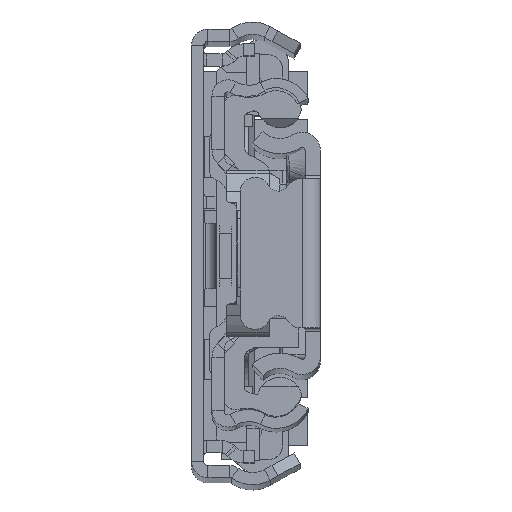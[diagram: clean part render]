
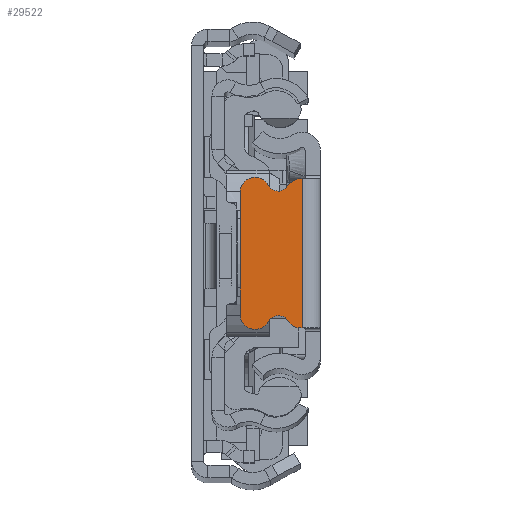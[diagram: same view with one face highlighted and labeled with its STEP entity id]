
A CAD part, top view. The second image highlights one B-rep face of the part: STEP entity #29522.
In plain terms, the highlighted planar face has unit normal (0, 0, 1).
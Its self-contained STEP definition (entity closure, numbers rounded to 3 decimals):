
#65 = CARTESIAN_POINT ( 'NONE',  ( -1.75, -7.37, 0. ) ) ;
#306 = ORIENTED_EDGE ( 'NONE', *, *, #6088, .F. ) ;
#537 = CARTESIAN_POINT ( 'NONE',  ( -1.929, -5.87, 0. ) ) ;
#970 = LINE ( 'NONE', #6035, #20193 ) ;
#1463 = VERTEX_POINT ( 'NONE', #8992 ) ;
#1962 = VERTEX_POINT ( 'NONE', #18024 ) ;
#2047 = EDGE_CURVE ( 'NONE', #16813, #1463, #8650, .T. ) ;
#2831 = DIRECTION ( 'NONE',  ( 1., 0., 0. ) ) ;
#3328 = CIRCLE ( 'NONE', #24758, 1.5 ) ;
#3766 = EDGE_CURVE ( 'NONE', #17895, #1463, #31452, .T. ) ;
#3793 = AXIS2_PLACEMENT_3D ( 'NONE', #9491, #31818, #7013 ) ;
#3865 = CIRCLE ( 'NONE', #25915, 1.5 ) ;
#4092 = VECTOR ( 'NONE', #23787, 1000. ) ;
#5014 = VERTEX_POINT ( 'NONE', #21596 ) ;
#5178 = DIRECTION ( 'NONE',  ( 1., 0., 0. ) ) ;
#6035 = CARTESIAN_POINT ( 'NONE',  ( -1.929, 7.37, 0. ) ) ;
#6088 = EDGE_CURVE ( 'NONE', #11873, #16813, #15182, .T. ) ;
#7013 = DIRECTION ( 'NONE',  ( -1., 0., 0. ) ) ;
#7181 = CARTESIAN_POINT ( 'NONE',  ( -3.206, 6.658, 0. ) ) ;
#7476 = DIRECTION ( 'NONE',  ( 0., 0., 1. ) ) ;
#7606 = DIRECTION ( 'NONE',  ( 1., 0., 0. ) ) ;
#8235 = DIRECTION ( 'NONE',  ( 0., 0., 1. ) ) ;
#8415 = ORIENTED_EDGE ( 'NONE', *, *, #32147, .T. ) ;
#8574 = ORIENTED_EDGE ( 'NONE', *, *, #15123, .T. ) ;
#8650 = LINE ( 'NONE', #19015, #4092 ) ;
#8992 = CARTESIAN_POINT ( 'NONE',  ( -1.929, -7.37, 0. ) ) ;
#9484 = VECTOR ( 'NONE', #25234, 1000. ) ;
#9491 = CARTESIAN_POINT ( 'NONE',  ( -6.429, 6., 0. ) ) ;
#9637 = EDGE_CURVE ( 'NONE', #1962, #11929, #3865, .T. ) ;
#10366 = CARTESIAN_POINT ( 'NONE',  ( -4.142, -7.236, 0. ) ) ;
#10615 = CARTESIAN_POINT ( 'NONE',  ( -6.429, -6., 0. ) ) ;
#11521 = CARTESIAN_POINT ( 'NONE',  ( -5.109, -6.713, 0. ) ) ;
#11873 = VERTEX_POINT ( 'NONE', #20285 ) ;
#11929 = VERTEX_POINT ( 'NONE', #7181 ) ;
#12224 = CARTESIAN_POINT ( 'NONE',  ( -5.109, 6.713, 0. ) ) ;
#12269 = CARTESIAN_POINT ( 'NONE',  ( -1.929, 5.87, 0. ) ) ;
#12275 = EDGE_CURVE ( 'NONE', #11929, #12283, #30225, .T. ) ;
#12283 = VERTEX_POINT ( 'NONE', #12224 ) ;
#12920 = DIRECTION ( 'NONE',  ( 0., 0., 1. ) ) ;
#13249 = CIRCLE ( 'NONE', #3793, 1.5 ) ;
#13498 = ORIENTED_EDGE ( 'NONE', *, *, #21142, .F. ) ;
#13517 = VECTOR ( 'NONE', #13664, 1000. ) ;
#13664 = DIRECTION ( 'NONE',  ( 0., -1., 0. ) ) ;
#14392 = ORIENTED_EDGE ( 'NONE', *, *, #3766, .T. ) ;
#15123 = EDGE_CURVE ( 'NONE', #5014, #20058, #20409, .T. ) ;
#15182 = LINE ( 'NONE', #20620, #9484 ) ;
#15782 = DIRECTION ( 'NONE',  ( 0., 0., -1. ) ) ;
#15906 = CARTESIAN_POINT ( 'NONE',  ( -3.206, -6.658, 0. ) ) ;
#16813 = VERTEX_POINT ( 'NONE', #65 ) ;
#17221 = ORIENTED_EDGE ( 'NONE', *, *, #9637, .T. ) ;
#17508 = DIRECTION ( 'NONE',  ( -1., 0., 0. ) ) ;
#17895 = VERTEX_POINT ( 'NONE', #15906 ) ;
#18024 = CARTESIAN_POINT ( 'NONE',  ( -1.929, 7.37, 0. ) ) ;
#18258 = DIRECTION ( 'NONE',  ( 1., 0., 0. ) ) ;
#19015 = CARTESIAN_POINT ( 'NONE',  ( -1.929, -7.37, 0. ) ) ;
#19140 = ORIENTED_EDGE ( 'NONE', *, *, #31101, .T. ) ;
#19443 = AXIS2_PLACEMENT_3D ( 'NONE', #20430, #27660, #7606 ) ;
#19924 = AXIS2_PLACEMENT_3D ( 'NONE', #537, #8235, #18258 ) ;
#20058 = VERTEX_POINT ( 'NONE', #28839 ) ;
#20193 = VECTOR ( 'NONE', #26110, 1000. ) ;
#20268 = AXIS2_PLACEMENT_3D ( 'NONE', #22878, #25016, #2831 ) ;
#20285 = CARTESIAN_POINT ( 'NONE',  ( -1.75, 7.37, 0. ) ) ;
#20409 = LINE ( 'NONE', #28283, #13517 ) ;
#20430 = CARTESIAN_POINT ( 'NONE',  ( 292.771, 0., 0. ) ) ;
#20620 = CARTESIAN_POINT ( 'NONE',  ( -1.75, 0., 0. ) ) ;
#20959 = ORIENTED_EDGE ( 'NONE', *, *, #22614, .T. ) ;
#21142 = EDGE_CURVE ( 'NONE', #1962, #11873, #970, .T. ) ;
#21596 = CARTESIAN_POINT ( 'NONE',  ( -7.929, 6., 0. ) ) ;
#22614 = EDGE_CURVE ( 'NONE', #27290, #17895, #30757, .T. ) ;
#22878 = CARTESIAN_POINT ( 'NONE',  ( -4.142, 7.236, 0. ) ) ;
#23787 = DIRECTION ( 'NONE',  ( -1., 0., 0. ) ) ;
#24758 = AXIS2_PLACEMENT_3D ( 'NONE', #10615, #12920, #5178 ) ;
#25016 = DIRECTION ( 'NONE',  ( 0., 0., -1. ) ) ;
#25234 = DIRECTION ( 'NONE',  ( 0., -1., 0. ) ) ;
#25728 = ORIENTED_EDGE ( 'NONE', *, *, #12275, .T. ) ;
#25915 = AXIS2_PLACEMENT_3D ( 'NONE', #12269, #7476, #17508 ) ;
#26110 = DIRECTION ( 'NONE',  ( 1., 0., 0. ) ) ;
#26580 = ORIENTED_EDGE ( 'NONE', *, *, #2047, .F. ) ;
#27290 = VERTEX_POINT ( 'NONE', #11521 ) ;
#27603 = AXIS2_PLACEMENT_3D ( 'NONE', #10366, #15782, #30404 ) ;
#27660 = DIRECTION ( 'NONE',  ( 0., 0., 1. ) ) ;
#28283 = CARTESIAN_POINT ( 'NONE',  ( -7.929, -6., 0. ) ) ;
#28839 = CARTESIAN_POINT ( 'NONE',  ( -7.929, -6., 0. ) ) ;
#29522 = ADVANCED_FACE ( 'NONE', ( #30602 ), #30279, .T. ) ;
#30225 = CIRCLE ( 'NONE', #20268, 1.1 ) ;
#30279 = PLANE ( 'NONE',  #19443 ) ;
#30404 = DIRECTION ( 'NONE',  ( -1., 0., 0. ) ) ;
#30602 = FACE_OUTER_BOUND ( 'NONE', #30713, .T. ) ;
#30713 = EDGE_LOOP ( 'NONE', ( #306, #13498, #17221, #25728, #19140, #8574, #8415, #20959, #14392, #26580 ) ) ;
#30757 = CIRCLE ( 'NONE', #27603, 1.1 ) ;
#31101 = EDGE_CURVE ( 'NONE', #12283, #5014, #13249, .T. ) ;
#31452 = CIRCLE ( 'NONE', #19924, 1.5 ) ;
#31818 = DIRECTION ( 'NONE',  ( 0., 0., 1. ) ) ;
#32147 = EDGE_CURVE ( 'NONE', #20058, #27290, #3328, .T. ) ;
